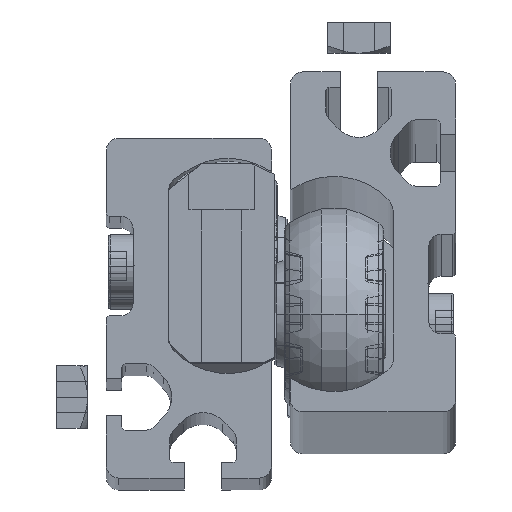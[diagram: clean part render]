
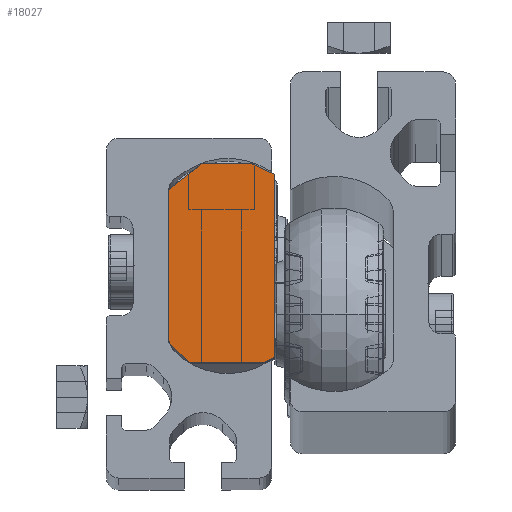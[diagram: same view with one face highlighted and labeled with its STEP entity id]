
A CAD part, top view. The second image highlights one B-rep face of the part: STEP entity #18027.
In plain terms, the highlighted face is planar.
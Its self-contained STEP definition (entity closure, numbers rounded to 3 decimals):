
#1423 = DIRECTION ( 'NONE',  ( 0., -0.423, -0.906 ) ) ;
#2227 = CARTESIAN_POINT ( 'NONE',  ( 19., 12.203, 8.5 ) ) ;
#2621 = EDGE_LOOP ( 'NONE', ( #5195, #6533, #21197, #14337, #21540, #20960, #13275, #17856 ) ) ;
#3066 = CARTESIAN_POINT ( 'NONE',  ( 19., -15.5, -6.7 ) ) ;
#3355 = VECTOR ( 'NONE', #6749, 1000. ) ;
#3649 = VECTOR ( 'NONE', #9457, 1000. ) ;
#3842 = DIRECTION ( 'NONE',  ( 0., -1., 0. ) ) ;
#4495 = VECTOR ( 'NONE', #10659, 1000. ) ;
#5195 = ORIENTED_EDGE ( 'NONE', *, *, #13562, .F. ) ;
#6533 = ORIENTED_EDGE ( 'NONE', *, *, #8115, .F. ) ;
#6732 = LINE ( 'NONE', #10419, #4495 ) ;
#6749 = DIRECTION ( 'NONE',  ( 0., -0.707, -0.707 ) ) ;
#6901 = VERTEX_POINT ( 'NONE', #16906 ) ;
#7062 = LINE ( 'NONE', #15667, #19871 ) ;
#8115 = EDGE_CURVE ( 'NONE', #19544, #16415, #19768, .T. ) ;
#8382 = DIRECTION ( 'NONE',  ( -1., 0., 0. ) ) ;
#8780 = VECTOR ( 'NONE', #3842, 1000. ) ;
#8841 = VERTEX_POINT ( 'NONE', #13620 ) ;
#8890 = DIRECTION ( 'NONE',  ( 0., 1., 0. ) ) ;
#9230 = LINE ( 'NONE', #14964, #8780 ) ;
#9265 = CARTESIAN_POINT ( 'NONE',  ( 19., 16.5, 3. ) ) ;
#9413 = VERTEX_POINT ( 'NONE', #9265 ) ;
#9457 = DIRECTION ( 'NONE',  ( 0., 0., 1. ) ) ;
#9526 = EDGE_CURVE ( 'NONE', #6901, #13711, #6732, .T. ) ;
#10161 = FACE_OUTER_BOUND ( 'NONE', #2621, .T. ) ;
#10287 = PLANE ( 'NONE',  #12417 ) ;
#10419 = CARTESIAN_POINT ( 'NONE',  ( 19., -15.5, 5.2 ) ) ;
#10654 = VERTEX_POINT ( 'NONE', #22591 ) ;
#10659 = DIRECTION ( 'NONE',  ( 0., 0., -1. ) ) ;
#10797 = CARTESIAN_POINT ( 'NONE',  ( 19., -12.2, 8.5 ) ) ;
#11493 = CARTESIAN_POINT ( 'NONE',  ( 19., 16.5, -4.6 ) ) ;
#11881 = EDGE_CURVE ( 'NONE', #8841, #19496, #9230, .T. ) ;
#12132 = LINE ( 'NONE', #19440, #15050 ) ;
#12417 = AXIS2_PLACEMENT_3D ( 'NONE', #17457, #8382, #15665 ) ;
#12589 = LINE ( 'NONE', #18075, #3355 ) ;
#12657 = CARTESIAN_POINT ( 'NONE',  ( 19., 12.203, 8.5 ) ) ;
#12659 = VECTOR ( 'NONE', #20540, 1000. ) ;
#12978 = VECTOR ( 'NONE', #8890, 1000. ) ;
#13275 = ORIENTED_EDGE ( 'NONE', *, *, #19301, .F. ) ;
#13411 = LINE ( 'NONE', #11493, #3649 ) ;
#13562 = EDGE_CURVE ( 'NONE', #16415, #9413, #18496, .T. ) ;
#13620 = CARTESIAN_POINT ( 'NONE',  ( 19., 14.681, -8.5 ) ) ;
#13711 = VERTEX_POINT ( 'NONE', #3066 ) ;
#14337 = ORIENTED_EDGE ( 'NONE', *, *, #9526, .T. ) ;
#14964 = CARTESIAN_POINT ( 'NONE',  ( 19., 14.681, -8.5 ) ) ;
#15050 = VECTOR ( 'NONE', #22223, 1000. ) ;
#15288 = CARTESIAN_POINT ( 'NONE',  ( 19., -14.661, -8.5 ) ) ;
#15403 = CARTESIAN_POINT ( 'NONE',  ( 19., -12.2, 8.5 ) ) ;
#15665 = DIRECTION ( 'NONE',  ( 0., 0., 1. ) ) ;
#15667 = CARTESIAN_POINT ( 'NONE',  ( 19., 16.5, -4.6 ) ) ;
#16415 = VERTEX_POINT ( 'NONE', #12657 ) ;
#16906 = CARTESIAN_POINT ( 'NONE',  ( 19., -15.5, 5.2 ) ) ;
#17457 = CARTESIAN_POINT ( 'NONE',  ( 19., 1.5, 22.2 ) ) ;
#17856 = ORIENTED_EDGE ( 'NONE', *, *, #20822, .T. ) ;
#18027 = ADVANCED_FACE ( 'NONE', ( #10161 ), #10287, .F. ) ;
#18075 = CARTESIAN_POINT ( 'NONE',  ( 19., -12.2, 8.5 ) ) ;
#18377 = EDGE_CURVE ( 'NONE', #19496, #13711, #12132, .T. ) ;
#18496 = LINE ( 'NONE', #2227, #12659 ) ;
#19301 = EDGE_CURVE ( 'NONE', #10654, #8841, #7062, .T. ) ;
#19440 = CARTESIAN_POINT ( 'NONE',  ( 19., -14.661, -8.5 ) ) ;
#19496 = VERTEX_POINT ( 'NONE', #15288 ) ;
#19544 = VERTEX_POINT ( 'NONE', #15403 ) ;
#19768 = LINE ( 'NONE', #10797, #12978 ) ;
#19871 = VECTOR ( 'NONE', #1423, 1000. ) ;
#20540 = DIRECTION ( 'NONE',  ( 0., 0.616, -0.788 ) ) ;
#20822 = EDGE_CURVE ( 'NONE', #10654, #9413, #13411, .T. ) ;
#20960 = ORIENTED_EDGE ( 'NONE', *, *, #11881, .F. ) ;
#21197 = ORIENTED_EDGE ( 'NONE', *, *, #23559, .T. ) ;
#21540 = ORIENTED_EDGE ( 'NONE', *, *, #18377, .F. ) ;
#22223 = DIRECTION ( 'NONE',  ( 0., -0.423, 0.906 ) ) ;
#22591 = CARTESIAN_POINT ( 'NONE',  ( 19., 16.5, -4.6 ) ) ;
#23559 = EDGE_CURVE ( 'NONE', #19544, #6901, #12589, .T. ) ;
